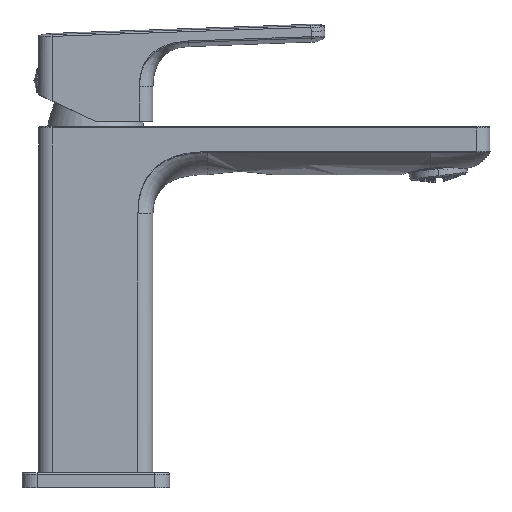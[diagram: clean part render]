
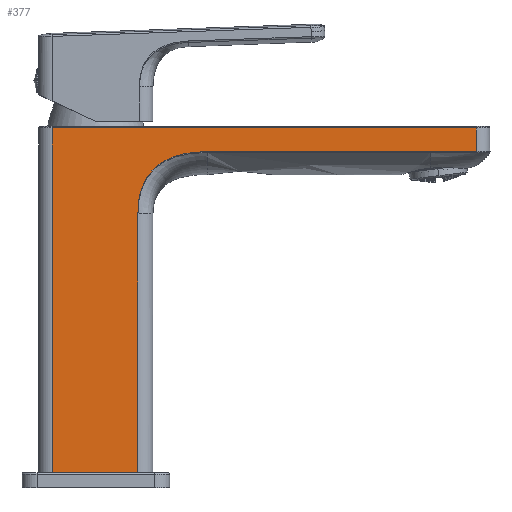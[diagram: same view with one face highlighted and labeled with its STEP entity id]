
A CAD part, left-side view. The second image highlights one B-rep face of the part: STEP entity #377.
In plain terms, the highlighted planar face has unit normal (-1, 0, 0).
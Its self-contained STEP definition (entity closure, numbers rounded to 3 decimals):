
#377=ADVANCED_FACE('',(#2598),#36456,.T.);
#2598=FACE_OUTER_BOUND('',#4819,.T.);
#4819=EDGE_LOOP('',(#7289,#7290,#7291,#7292,#7293,#7294,#7295,#7296));
#7289=ORIENTED_EDGE('',*,*,#19323,.T.);
#7290=ORIENTED_EDGE('',*,*,#19930,.T.);
#7291=ORIENTED_EDGE('',*,*,#19935,.T.);
#7292=ORIENTED_EDGE('',*,*,#19942,.T.);
#7293=ORIENTED_EDGE('',*,*,#19327,.T.);
#7294=ORIENTED_EDGE('',*,*,#19326,.T.);
#7295=ORIENTED_EDGE('',*,*,#19325,.T.);
#7296=ORIENTED_EDGE('',*,*,#19324,.T.);
#19323=EDGE_CURVE('',#31451,#31452,#27332,.T.);
#19324=EDGE_CURVE('',#31453,#31451,#27333,.T.);
#19325=EDGE_CURVE('',#31454,#31453,#27334,.T.);
#19326=EDGE_CURVE('',#31455,#31454,#27335,.T.);
#19327=EDGE_CURVE('',#31456,#31455,#27336,.T.);
#19930=EDGE_CURVE('',#31452,#31458,#27676,.T.);
#19935=EDGE_CURVE('',#31458,#31457,#27678,.T.);
#19942=EDGE_CURVE('',#31457,#31456,#27685,.T.);
#27332=B_SPLINE_CURVE_WITH_KNOTS('',1,(#52719,#52720),.UNSPECIFIED.,.F.,
 .F.,(2,2),(-140.917,0.),.UNSPECIFIED.);
#27333=B_SPLINE_CURVE_WITH_KNOTS('',1,(#52721,#52722),.UNSPECIFIED.,.F.,
 .F.,(2,2),(-7.787,0.),.UNSPECIFIED.);
#27334=B_SPLINE_CURVE_WITH_KNOTS('',3,(#52723,#52724,#52725,#52726,#52727,
#52728,#52729,#52730,#52731,#52732,#52733),.UNSPECIFIED.,.F.,.F.,(4,1,1,
1,1,1,1,1,4),(-15.351,-13.432,-11.513,-9.594,
-7.676,-5.757,-3.838,-1.919,
0.),.UNSPECIFIED.);
#27335=B_SPLINE_CURVE_WITH_KNOTS('',1,(#52734,#52735),.UNSPECIFIED.,.F.,
 .F.,(2,2),(-74.066,0.),.UNSPECIFIED.);
#27336=B_SPLINE_CURVE_WITH_KNOTS('',3,(#52736,#52737,#52738,#52739,#52740,
#52741,#52742,#52743,#52744,#52745,#52746,#52747,#52748,#52749),
 .UNSPECIFIED.,.F.,.F.,(4,1,1,1,1,1,1,1,1,1,1,4),(-35.442,-32.22,
-28.998,-25.776,-22.554,-19.332,
-16.11,-12.888,-9.666,-6.444,
-3.222,0.),.UNSPECIFIED.);
#27676=B_SPLINE_CURVE_WITH_KNOTS('',1,(#54901,#54902),.UNSPECIFIED.,.F.,
 .F.,(2,2),(0.,114.474),.UNSPECIFIED.);
#27678=B_SPLINE_CURVE_WITH_KNOTS('',1,(#54914,#54915),.UNSPECIFIED.,.F.,
 .F.,(2,2),(0.,28.5),.UNSPECIFIED.);
#27685=B_SPLINE_CURVE_WITH_KNOTS('',1,(#54962,#54963),.UNSPECIFIED.,.F.,
 .F.,(2,2),(0.,85.984),.UNSPECIFIED.);
#31451=VERTEX_POINT('',#52269);
#31452=VERTEX_POINT('',#52270);
#31453=VERTEX_POINT('',#52271);
#31454=VERTEX_POINT('',#52272);
#31455=VERTEX_POINT('',#52273);
#31456=VERTEX_POINT('',#52274);
#31457=VERTEX_POINT('',#52275);
#31458=VERTEX_POINT('',#52276);
#36456=PLANE('',#37572);
#37572=AXIS2_PLACEMENT_3D('',#40753,#39162,$);
#39162=DIRECTION('',(-1.,0.,0.));
#40753=CARTESIAN_POINT('',(-19.,28.823,-6.679));
#52269=CARTESIAN_POINT('',(-19.,-126.417,119.474));
#52270=CARTESIAN_POINT('',(-19.,14.5,119.474));
#52271=CARTESIAN_POINT('',(-19.,-126.417,111.687));
#52272=CARTESIAN_POINT('',(-19.,-111.066,111.63));
#52273=CARTESIAN_POINT('',(-19.,-37.,111.63));
#52274=CARTESIAN_POINT('',(-19.,-14.,90.984));
#52275=CARTESIAN_POINT('',(-19.,-14.,5.));
#52276=CARTESIAN_POINT('',(-19.,14.5,5.));
#52719=CARTESIAN_POINT('',(-19.,-126.417,119.474));
#52720=CARTESIAN_POINT('',(-19.,14.5,119.474));
#52721=CARTESIAN_POINT('',(-19.,-126.417,111.687));
#52722=CARTESIAN_POINT('',(-19.,-126.417,119.474));
#52723=CARTESIAN_POINT('',(-19.,-111.066,111.63));
#52724=CARTESIAN_POINT('',(-19.,-111.95,111.63));
#52725=CARTESIAN_POINT('',(-19.,-113.647,111.638));
#52726=CARTESIAN_POINT('',(-19.,-115.968,111.643));
#52727=CARTESIAN_POINT('',(-19.,-118.094,111.65));
#52728=CARTESIAN_POINT('',(-19.,-120.046,111.657));
#52729=CARTESIAN_POINT('',(-19.,-121.841,111.664));
#52730=CARTESIAN_POINT('',(-19.,-123.495,111.669));
#52731=CARTESIAN_POINT('',(-19.,-125.021,111.682));
#52732=CARTESIAN_POINT('',(-19.,-125.965,111.672));
#52733=CARTESIAN_POINT('',(-19.,-126.417,111.687));
#52734=CARTESIAN_POINT('',(-19.,-37.,111.63));
#52735=CARTESIAN_POINT('',(-19.,-111.066,111.63));
#52736=CARTESIAN_POINT('',(-19.,-14.,90.984));
#52737=CARTESIAN_POINT('',(-19.,-13.987,91.885));
#52738=CARTESIAN_POINT('',(-19.,-14.064,93.73));
#52739=CARTESIAN_POINT('',(-19.,-14.418,96.517));
#52740=CARTESIAN_POINT('',(-19.,-15.22,99.651));
#52741=CARTESIAN_POINT('',(-19.,-16.837,103.025));
#52742=CARTESIAN_POINT('',(-19.,-19.03,105.768));
#52743=CARTESIAN_POINT('',(-19.,-21.282,107.624));
#52744=CARTESIAN_POINT('',(-19.,-23.51,108.919));
#52745=CARTESIAN_POINT('',(-19.,-25.213,109.674));
#52746=CARTESIAN_POINT('',(-19.,-27.464,110.494));
#52747=CARTESIAN_POINT('',(-19.,-31.615,111.42));
#52748=CARTESIAN_POINT('',(-19.,-35.059,111.604));
#52749=CARTESIAN_POINT('',(-19.,-37.,111.63));
#54901=CARTESIAN_POINT('',(-19.,14.5,119.474));
#54902=CARTESIAN_POINT('',(-19.,14.5,5.));
#54914=CARTESIAN_POINT('',(-19.,14.5,5.));
#54915=CARTESIAN_POINT('',(-19.,-14.,5.));
#54962=CARTESIAN_POINT('',(-19.,-14.,5.));
#54963=CARTESIAN_POINT('',(-19.,-14.,90.984));
